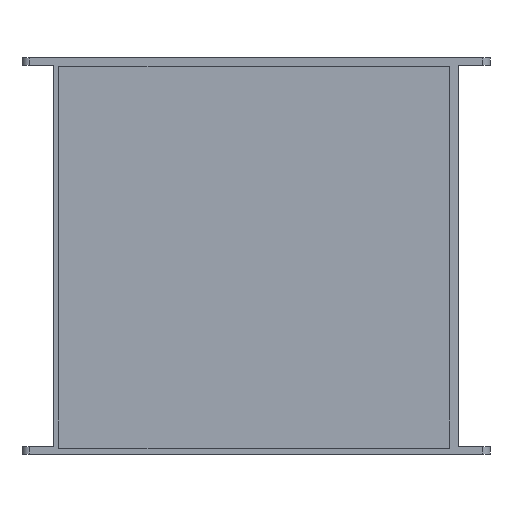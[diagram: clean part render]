
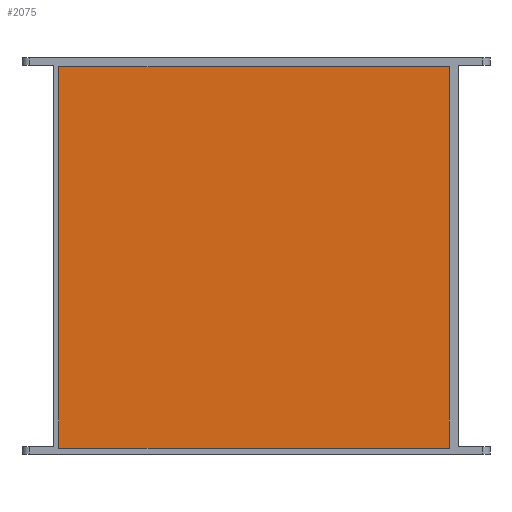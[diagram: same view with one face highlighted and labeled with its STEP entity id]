
A CAD part, front view. The second image highlights one B-rep face of the part: STEP entity #2075.
In plain terms, the highlighted planar face has unit normal (0, -1, 0).
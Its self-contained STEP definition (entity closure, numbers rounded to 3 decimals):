
#61=PLANE('',#2239);
#147=FACE_OUTER_BOUND('',#265,.T.);
#265=EDGE_LOOP('',(#1552,#1553,#1554,#1555));
#535=LINE('',#3220,#740);
#536=LINE('',#3222,#741);
#537=LINE('',#3224,#742);
#538=LINE('',#3225,#743);
#740=VECTOR('',#2598,10.);
#741=VECTOR('',#2599,10.);
#742=VECTOR('',#2600,10.);
#743=VECTOR('',#2601,10.);
#937=VERTEX_POINT('',#3218);
#938=VERTEX_POINT('',#3219);
#939=VERTEX_POINT('',#3221);
#940=VERTEX_POINT('',#3223);
#1167=EDGE_CURVE('',#937,#938,#535,.T.);
#1168=EDGE_CURVE('',#939,#937,#536,.T.);
#1169=EDGE_CURVE('',#940,#939,#537,.T.);
#1170=EDGE_CURVE('',#938,#940,#538,.T.);
#1552=ORIENTED_EDGE('',*,*,#1167,.F.);
#1553=ORIENTED_EDGE('',*,*,#1168,.F.);
#1554=ORIENTED_EDGE('',*,*,#1169,.F.);
#1555=ORIENTED_EDGE('',*,*,#1170,.F.);
#2075=ADVANCED_FACE('',(#147),#61,.F.);
#2239=AXIS2_PLACEMENT_3D('',#3217,#2596,#2597);
#2596=DIRECTION('center_axis',(0.,1.,0.));
#2597=DIRECTION('ref_axis',(1.,0.,0.));
#2598=DIRECTION('',(0.,0.,1.));
#2599=DIRECTION('',(-1.,0.,0.));
#2600=DIRECTION('',(0.,0.,-1.));
#2601=DIRECTION('',(1.,0.,0.));
#3217=CARTESIAN_POINT('Origin',(-63.864,0.458,121.666));
#3218=CARTESIAN_POINT('',(-169.864,0.458,18.166));
#3219=CARTESIAN_POINT('',(-169.864,0.458,225.166));
#3220=CARTESIAN_POINT('',(-169.864,0.458,16.531));
#3221=CARTESIAN_POINT('',(42.136,0.458,18.166));
#3222=CARTESIAN_POINT('',(42.136,0.458,18.166));
#3223=CARTESIAN_POINT('',(42.136,0.458,225.166));
#3224=CARTESIAN_POINT('',(42.136,0.458,225.166));
#3225=CARTESIAN_POINT('',(-177.87,0.458,225.166));
